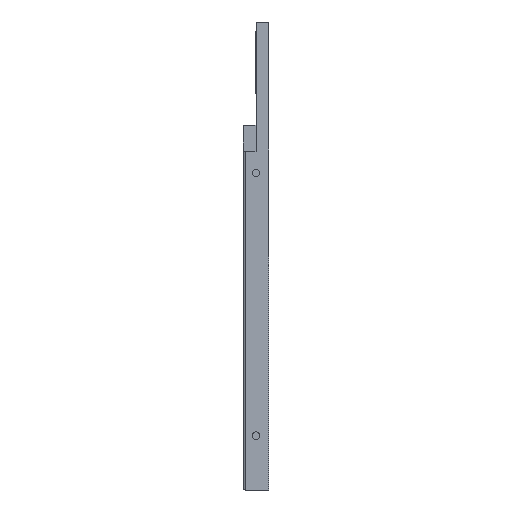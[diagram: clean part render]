
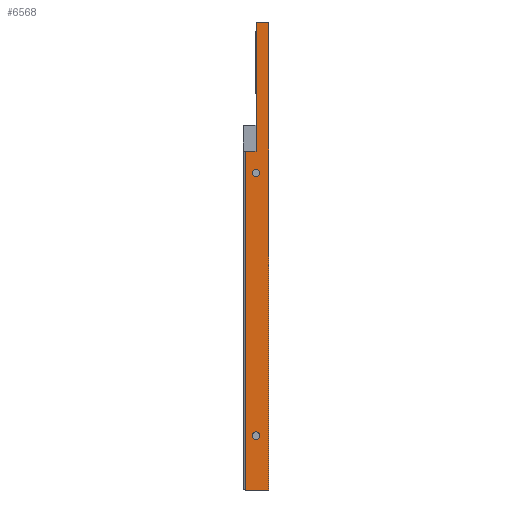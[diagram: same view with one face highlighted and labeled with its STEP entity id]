
A CAD part, left-side view. The second image highlights one B-rep face of the part: STEP entity #6568.
In plain terms, the highlighted planar face has unit normal (-1, 0, 0).
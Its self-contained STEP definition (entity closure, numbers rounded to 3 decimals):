
#69 = AXIS2_PLACEMENT_3D ( 'NONE', #7887, #7312, #2260 ) ;
#379 = CARTESIAN_POINT ( 'NONE',  ( -105., 9., 6. ) ) ;
#445 = DIRECTION ( 'NONE',  ( 0., 0., 1. ) ) ;
#516 = CARTESIAN_POINT ( 'NONE',  ( -105., 9., 210. ) ) ;
#582 = EDGE_CURVE ( 'NONE', #6116, #5433, #7622, .T. ) ;
#660 = ORIENTED_EDGE ( 'NONE', *, *, #7444, .T. ) ;
#722 = VERTEX_POINT ( 'NONE', #4498 ) ;
#780 = DIRECTION ( 'NONE',  ( -1., 0., 0. ) ) ;
#841 = VECTOR ( 'NONE', #7870, 1000. ) ;
#844 = VERTEX_POINT ( 'NONE', #6481 ) ;
#988 = CARTESIAN_POINT ( 'NONE',  ( -105., 5., 6. ) ) ;
#1133 = DIRECTION ( 'NONE',  ( 0., 0., -1. ) ) ;
#1246 = FACE_OUTER_BOUND ( 'NONE', #6453, .T. ) ;
#1294 = LINE ( 'NONE', #5242, #5082 ) ;
#1304 = CARTESIAN_POINT ( 'NONE',  ( -105., 0., 210. ) ) ;
#1315 = EDGE_CURVE ( 'NONE', #722, #2732, #2058, .T. ) ;
#1333 = DIRECTION ( 'NONE',  ( 0., 1., 0. ) ) ;
#1451 = VERTEX_POINT ( 'NONE', #988 ) ;
#1476 = EDGE_CURVE ( 'NONE', #844, #7964, #6929, .T. ) ;
#1779 = DIRECTION ( 'NONE',  ( -1., 0., 0. ) ) ;
#2029 = VERTEX_POINT ( 'NONE', #4048 ) ;
#2058 = LINE ( 'NONE', #3998, #4819 ) ;
#2117 = AXIS2_PLACEMENT_3D ( 'NONE', #2341, #6091, #445 ) ;
#2260 = DIRECTION ( 'NONE',  ( 0., 0., 1. ) ) ;
#2341 = CARTESIAN_POINT ( 'NONE',  ( -105., 5., -104. ) ) ;
#2559 = EDGE_CURVE ( 'NONE', #7964, #844, #5663, .T. ) ;
#2636 = ORIENTED_EDGE ( 'NONE', *, *, #5541, .F. ) ;
#2647 = ORIENTED_EDGE ( 'NONE', *, *, #3859, .F. ) ;
#2676 = DIRECTION ( 'NONE',  ( 0., 1., 0. ) ) ;
#2732 = VERTEX_POINT ( 'NONE', #3822 ) ;
#2829 = ORIENTED_EDGE ( 'NONE', *, *, #8144, .F. ) ;
#2947 = LINE ( 'NONE', #7294, #841 ) ;
#3019 = CARTESIAN_POINT ( 'NONE',  ( -105., 10., 210. ) ) ;
#3346 = EDGE_CURVE ( 'NONE', #2029, #5276, #1294, .T. ) ;
#3416 = ORIENTED_EDGE ( 'NONE', *, *, #2559, .F. ) ;
#3579 = VERTEX_POINT ( 'NONE', #379 ) ;
#3608 = FACE_BOUND ( 'NONE', #3936, .T. ) ;
#3644 = DIRECTION ( 'NONE',  ( 0., 0., -1. ) ) ;
#3663 = LINE ( 'NONE', #1304, #7538 ) ;
#3704 = VECTOR ( 'NONE', #4817, 1000. ) ;
#3782 = ORIENTED_EDGE ( 'NONE', *, *, #3346, .F. ) ;
#3822 = CARTESIAN_POINT ( 'NONE',  ( -105., 5., 56. ) ) ;
#3859 = EDGE_CURVE ( 'NONE', #5433, #6116, #3917, .T. ) ;
#3861 = VECTOR ( 'NONE', #1133, 1000. ) ;
#3917 = CIRCLE ( 'NONE', #8140, 1.45 ) ;
#3936 = EDGE_LOOP ( 'NONE', ( #3416, #8084 ) ) ;
#3998 = CARTESIAN_POINT ( 'NONE',  ( -105., 0., 56. ) ) ;
#4048 = CARTESIAN_POINT ( 'NONE',  ( -105., 0., -125. ) ) ;
#4077 = CARTESIAN_POINT ( 'NONE',  ( -105., 5., 6. ) ) ;
#4219 = DIRECTION ( 'NONE',  ( 1., 0., 0. ) ) ;
#4269 = CARTESIAN_POINT ( 'NONE',  ( -105., 5., -3.85 ) ) ;
#4498 = CARTESIAN_POINT ( 'NONE',  ( -105., 0., 56. ) ) ;
#4714 = AXIS2_PLACEMENT_3D ( 'NONE', #6033, #1779, #7327 ) ;
#4817 = DIRECTION ( 'NONE',  ( 0., -1., 0. ) ) ;
#4819 = VECTOR ( 'NONE', #2676, 1000. ) ;
#4935 = ORIENTED_EDGE ( 'NONE', *, *, #582, .F. ) ;
#5082 = VECTOR ( 'NONE', #1333, 1000. ) ;
#5242 = CARTESIAN_POINT ( 'NONE',  ( -105., 0., -125. ) ) ;
#5276 = VERTEX_POINT ( 'NONE', #8021 ) ;
#5425 = ORIENTED_EDGE ( 'NONE', *, *, #5651, .T. ) ;
#5433 = VERTEX_POINT ( 'NONE', #5804 ) ;
#5541 = EDGE_CURVE ( 'NONE', #3579, #1451, #6642, .T. ) ;
#5651 = EDGE_CURVE ( 'NONE', #2029, #722, #3663, .T. ) ;
#5663 = CIRCLE ( 'NONE', #2117, 1.5 ) ;
#5670 = DIRECTION ( 'NONE',  ( 0., 0., 1. ) ) ;
#5768 = CARTESIAN_POINT ( 'NONE',  ( -105., 5., -2.4 ) ) ;
#5804 = CARTESIAN_POINT ( 'NONE',  ( -105., 5., -0.95 ) ) ;
#6033 = CARTESIAN_POINT ( 'NONE',  ( -105., 5., -2.4 ) ) ;
#6091 = DIRECTION ( 'NONE',  ( -1., 0., 0. ) ) ;
#6116 = VERTEX_POINT ( 'NONE', #4269 ) ;
#6357 = AXIS2_PLACEMENT_3D ( 'NONE', #3019, #4219, #3644 ) ;
#6453 = EDGE_LOOP ( 'NONE', ( #2636, #660, #3782, #5425, #6756, #2829 ) ) ;
#6481 = CARTESIAN_POINT ( 'NONE',  ( -105., 5., -105.5 ) ) ;
#6568 = ADVANCED_FACE ( 'NONE', ( #6785, #3608, #1246 ), #6821, .F. ) ;
#6642 = LINE ( 'NONE', #4077, #3704 ) ;
#6756 = ORIENTED_EDGE ( 'NONE', *, *, #1315, .T. ) ;
#6785 = FACE_BOUND ( 'NONE', #7047, .T. ) ;
#6793 = LINE ( 'NONE', #516, #3861 ) ;
#6821 = PLANE ( 'NONE',  #6357 ) ;
#6929 = CIRCLE ( 'NONE', #69, 1.5 ) ;
#7024 = DIRECTION ( 'NONE',  ( 0., 0., 1. ) ) ;
#7047 = EDGE_LOOP ( 'NONE', ( #2647, #4935 ) ) ;
#7087 = CARTESIAN_POINT ( 'NONE',  ( -105., 5., -102.5 ) ) ;
#7294 = CARTESIAN_POINT ( 'NONE',  ( -105., 5., 56. ) ) ;
#7312 = DIRECTION ( 'NONE',  ( -1., 0., 0. ) ) ;
#7327 = DIRECTION ( 'NONE',  ( 0., 0., 1. ) ) ;
#7444 = EDGE_CURVE ( 'NONE', #3579, #5276, #6793, .T. ) ;
#7538 = VECTOR ( 'NONE', #5670, 1000. ) ;
#7622 = CIRCLE ( 'NONE', #4714, 1.45 ) ;
#7870 = DIRECTION ( 'NONE',  ( 0., 0., 1. ) ) ;
#7887 = CARTESIAN_POINT ( 'NONE',  ( -105., 5., -104. ) ) ;
#7964 = VERTEX_POINT ( 'NONE', #7087 ) ;
#8021 = CARTESIAN_POINT ( 'NONE',  ( -105., 9., -125. ) ) ;
#8084 = ORIENTED_EDGE ( 'NONE', *, *, #1476, .F. ) ;
#8140 = AXIS2_PLACEMENT_3D ( 'NONE', #5768, #780, #7024 ) ;
#8144 = EDGE_CURVE ( 'NONE', #1451, #2732, #2947, .T. ) ;
